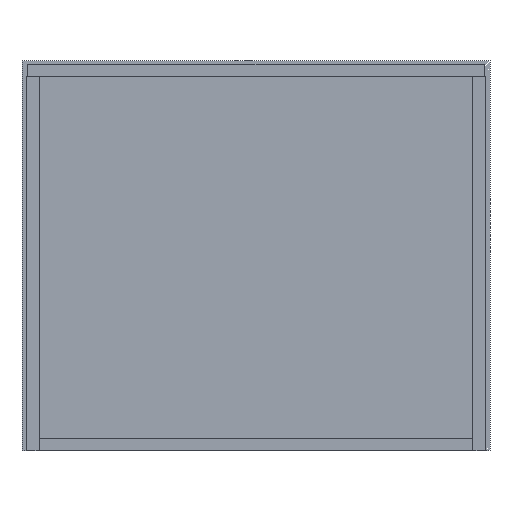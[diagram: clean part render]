
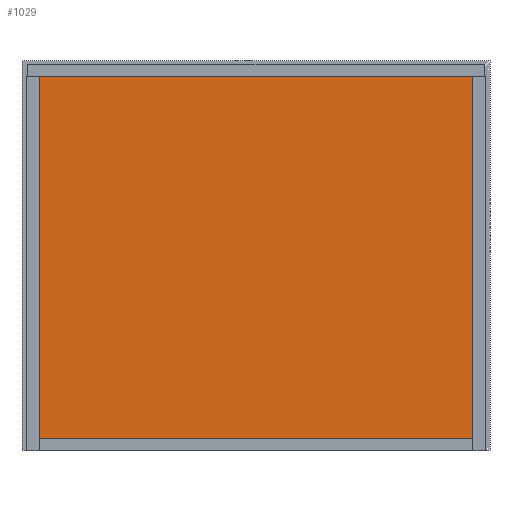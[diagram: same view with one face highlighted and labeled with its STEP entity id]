
A CAD part, front view. The second image highlights one B-rep face of the part: STEP entity #1029.
In plain terms, the highlighted planar face has unit normal (0, -1, 0).
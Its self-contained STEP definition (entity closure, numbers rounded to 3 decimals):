
#478 = CARTESIAN_POINT ( 'NONE',  ( -278., -275., 1036.23 ) ) ;
#483 = VERTEX_POINT ( 'NONE', #4754 ) ;
#494 = AXIS2_PLACEMENT_3D ( 'NONE', #478, #1740, #5020 ) ;
#518 = PLANE ( 'NONE',  #494 ) ;
#537 = CARTESIAN_POINT ( 'NONE',  ( -278., -275., 16. ) ) ;
#851 = LINE ( 'NONE', #4240, #5122 ) ;
#905 = LINE ( 'NONE', #4896, #4114 ) ;
#1029 = ADVANCED_FACE ( 'NONE', ( #4259 ), #518, .F. ) ;
#1136 = EDGE_CURVE ( 'NONE', #2972, #2254, #3867, .T. ) ;
#1211 = DIRECTION ( 'NONE',  ( 0., 0., -1. ) ) ;
#1275 = EDGE_CURVE ( 'NONE', #2254, #2143, #905, .T. ) ;
#1305 = CARTESIAN_POINT ( 'NONE',  ( -278., -275., 16. ) ) ;
#1420 = DIRECTION ( 'NONE',  ( -1., 0., 0. ) ) ;
#1740 = DIRECTION ( 'NONE',  ( 0., 1., 0. ) ) ;
#1902 = ORIENTED_EDGE ( 'NONE', *, *, #2632, .T. ) ;
#2143 = VERTEX_POINT ( 'NONE', #537 ) ;
#2254 = VERTEX_POINT ( 'NONE', #3943 ) ;
#2498 = DIRECTION ( 'NONE',  ( 1., 0., 0. ) ) ;
#2632 = EDGE_CURVE ( 'NONE', #2143, #483, #5352, .T. ) ;
#2972 = VERTEX_POINT ( 'NONE', #3482 ) ;
#3001 = DIRECTION ( 'NONE',  ( 0., 0., -1. ) ) ;
#3403 = VECTOR ( 'NONE', #2498, 1000. ) ;
#3482 = CARTESIAN_POINT ( 'NONE',  ( 278., -275., 480. ) ) ;
#3667 = VECTOR ( 'NONE', #1420, 1000. ) ;
#3831 = ORIENTED_EDGE ( 'NONE', *, *, #4434, .F. ) ;
#3867 = LINE ( 'NONE', #3900, #3667 ) ;
#3900 = CARTESIAN_POINT ( 'NONE',  ( -278., -275., 480. ) ) ;
#3943 = CARTESIAN_POINT ( 'NONE',  ( -278., -275., 480. ) ) ;
#4114 = VECTOR ( 'NONE', #1211, 1000. ) ;
#4160 = ORIENTED_EDGE ( 'NONE', *, *, #1136, .T. ) ;
#4240 = CARTESIAN_POINT ( 'NONE',  ( 278., -275., 1036.23 ) ) ;
#4259 = FACE_OUTER_BOUND ( 'NONE', #4859, .T. ) ;
#4434 = EDGE_CURVE ( 'NONE', #2972, #483, #851, .T. ) ;
#4754 = CARTESIAN_POINT ( 'NONE',  ( 278., -275., 16. ) ) ;
#4859 = EDGE_LOOP ( 'NONE', ( #3831, #4160, #5025, #1902 ) ) ;
#4896 = CARTESIAN_POINT ( 'NONE',  ( -278., -275., 1036.23 ) ) ;
#5020 = DIRECTION ( 'NONE',  ( 0., 0., 1. ) ) ;
#5025 = ORIENTED_EDGE ( 'NONE', *, *, #1275, .T. ) ;
#5122 = VECTOR ( 'NONE', #3001, 1000. ) ;
#5352 = LINE ( 'NONE', #1305, #3403 ) ;
